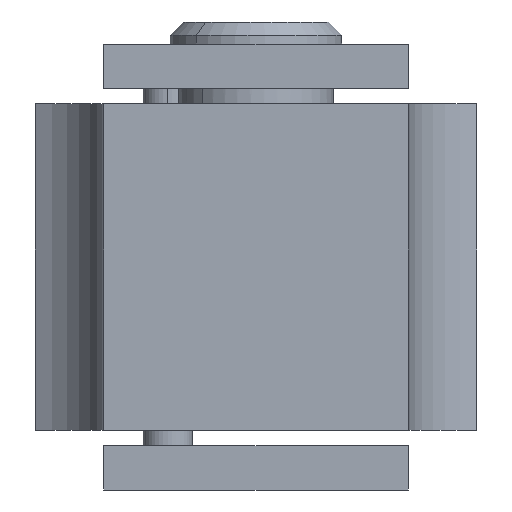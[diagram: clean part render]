
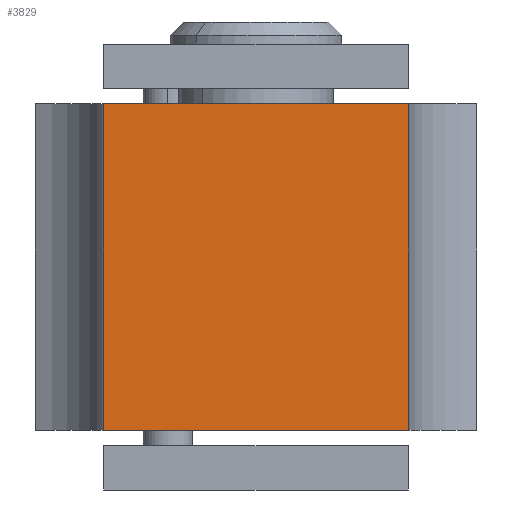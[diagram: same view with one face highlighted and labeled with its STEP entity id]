
A CAD part, left-side view. The second image highlights one B-rep face of the part: STEP entity #3829.
In plain terms, the highlighted planar face has unit normal (-1, 0, 0).
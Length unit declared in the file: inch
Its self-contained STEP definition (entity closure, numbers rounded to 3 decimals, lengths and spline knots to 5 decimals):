
#3688=CARTESIAN_POINT('',(-0.8255,-0.42,-0.825));
#3689=VERTEX_POINT('',#3688);
#3690=CARTESIAN_POINT('',(-0.8255,0.27,-0.825));
#3691=VERTEX_POINT('',#3690);
#3692=CARTESIAN_POINT('',(-0.8255,-0.42,-0.825));
#3693=DIRECTION('',(0.0,1.0,0.0));
#3694=VECTOR('',#3693,0.69);
#3695=LINE('',#3692,#3694);
#3696=EDGE_CURVE('',#3689,#3691,#3695,.T.);
#3799=CARTESIAN_POINT('',(-0.8255,-0.42,-0.825));
#3800=DIRECTION('',(-1.0,0.0,0.0));
#3801=DIRECTION('',(0.0,0.0,1.0));
#3802=AXIS2_PLACEMENT_3D('',#3799,#3800,#3801);
#3803=PLANE('',#3802);
#3804=CARTESIAN_POINT('',(-0.8255,-0.42,-0.085));
#3805=VERTEX_POINT('',#3804);
#3806=CARTESIAN_POINT('',(-0.8255,0.27,-0.085));
#3807=VERTEX_POINT('',#3806);
#3808=CARTESIAN_POINT('',(-0.8255,-0.42,-0.085));
#3809=DIRECTION('',(0.0,1.0,0.0));
#3810=VECTOR('',#3809,0.69);
#3811=LINE('',#3808,#3810);
#3812=EDGE_CURVE('',#3805,#3807,#3811,.T.);
#3813=ORIENTED_EDGE('',*,*,#3812,.T.);
#3814=CARTESIAN_POINT('',(-0.8255,0.27,-0.825));
#3815=DIRECTION('',(0.0,0.0,1.0));
#3816=VECTOR('',#3815,0.74);
#3817=LINE('',#3814,#3816);
#3818=EDGE_CURVE('',#3691,#3807,#3817,.T.);
#3819=ORIENTED_EDGE('',*,*,#3818,.F.);
#3820=ORIENTED_EDGE('',*,*,#3696,.F.);
#3821=CARTESIAN_POINT('',(-0.8255,-0.42,-0.825));
#3822=DIRECTION('',(0.0,0.0,1.0));
#3823=VECTOR('',#3822,0.74);
#3824=LINE('',#3821,#3823);
#3825=EDGE_CURVE('',#3689,#3805,#3824,.T.);
#3826=ORIENTED_EDGE('',*,*,#3825,.T.);
#3827=EDGE_LOOP('',(#3813,#3819,#3820,#3826));
#3828=FACE_OUTER_BOUND('',#3827,.T.);
#3829=ADVANCED_FACE('',(#3828),#3803,.T.);
